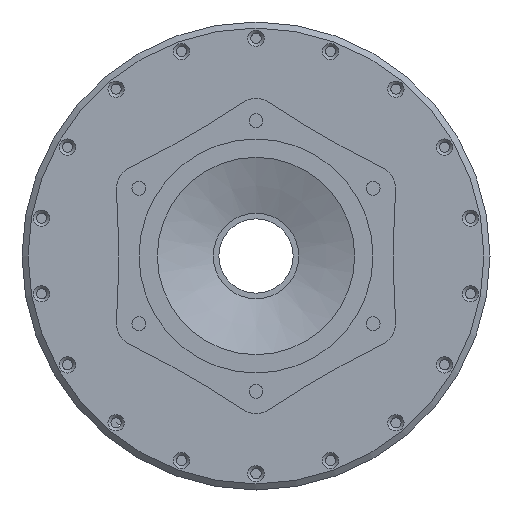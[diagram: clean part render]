
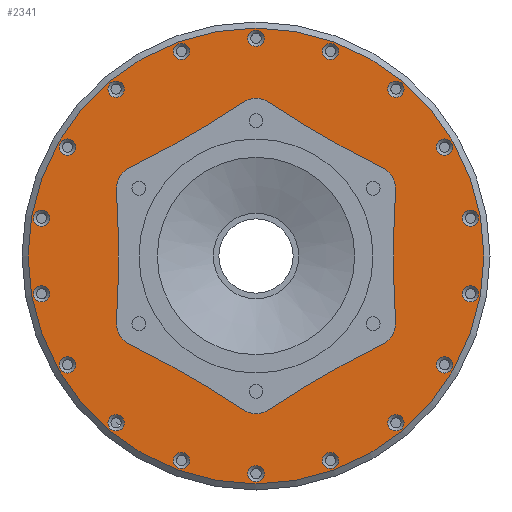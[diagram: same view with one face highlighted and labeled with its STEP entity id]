
A CAD part, left-side view. The second image highlights one B-rep face of the part: STEP entity #2341.
In plain terms, the highlighted planar face has unit normal (-1, 0, 0).
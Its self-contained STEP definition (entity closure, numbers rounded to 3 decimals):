
#35=FACE_BOUND('',#359,.T.);
#36=FACE_BOUND('',#360,.T.);
#37=FACE_BOUND('',#361,.T.);
#38=FACE_BOUND('',#362,.T.);
#39=FACE_BOUND('',#363,.T.);
#40=FACE_BOUND('',#364,.T.);
#41=FACE_BOUND('',#365,.T.);
#42=FACE_BOUND('',#366,.T.);
#43=FACE_BOUND('',#367,.T.);
#44=FACE_BOUND('',#368,.T.);
#45=FACE_BOUND('',#369,.T.);
#46=FACE_BOUND('',#370,.T.);
#47=FACE_BOUND('',#371,.T.);
#48=FACE_BOUND('',#372,.T.);
#49=FACE_BOUND('',#373,.T.);
#50=FACE_BOUND('',#374,.T.);
#51=FACE_BOUND('',#375,.T.);
#52=FACE_BOUND('',#376,.T.);
#53=FACE_BOUND('',#377,.T.);
#116=PLANE('',#2548);
#197=FACE_OUTER_BOUND('',#358,.T.);
#358=EDGE_LOOP('',(#1661,#1662));
#359=EDGE_LOOP('',(#1663));
#360=EDGE_LOOP('',(#1664));
#361=EDGE_LOOP('',(#1665));
#362=EDGE_LOOP('',(#1666));
#363=EDGE_LOOP('',(#1667));
#364=EDGE_LOOP('',(#1668));
#365=EDGE_LOOP('',(#1669));
#366=EDGE_LOOP('',(#1670));
#367=EDGE_LOOP('',(#1671));
#368=EDGE_LOOP('',(#1672,#1673));
#369=EDGE_LOOP('',(#1674));
#370=EDGE_LOOP('',(#1675));
#371=EDGE_LOOP('',(#1676));
#372=EDGE_LOOP('',(#1677));
#373=EDGE_LOOP('',(#1678));
#374=EDGE_LOOP('',(#1679));
#375=EDGE_LOOP('',(#1680));
#376=EDGE_LOOP('',(#1681));
#377=EDGE_LOOP('',(#1682));
#847=CIRCLE('',#2546,4.);
#849=CIRCLE('',#2549,112.);
#850=CIRCLE('',#2550,112.);
#851=CIRCLE('',#2551,4.);
#852=CIRCLE('',#2552,4.);
#853=CIRCLE('',#2553,4.);
#854=CIRCLE('',#2554,4.);
#855=CIRCLE('',#2555,4.);
#856=CIRCLE('',#2556,4.);
#857=CIRCLE('',#2557,4.);
#858=CIRCLE('',#2558,4.);
#859=CIRCLE('',#2559,4.);
#860=CIRCLE('',#2560,66.5);
#861=CIRCLE('',#2561,66.5);
#862=CIRCLE('',#2562,4.);
#863=CIRCLE('',#2563,4.);
#864=CIRCLE('',#2564,4.);
#865=CIRCLE('',#2565,4.);
#866=CIRCLE('',#2566,4.);
#867=CIRCLE('',#2567,4.);
#868=CIRCLE('',#2568,4.);
#869=CIRCLE('',#2569,4.);
#1068=VERTEX_POINT('',#3815);
#1070=VERTEX_POINT('',#3821);
#1071=VERTEX_POINT('',#3822);
#1072=VERTEX_POINT('',#3825);
#1073=VERTEX_POINT('',#3827);
#1074=VERTEX_POINT('',#3829);
#1075=VERTEX_POINT('',#3831);
#1076=VERTEX_POINT('',#3833);
#1077=VERTEX_POINT('',#3835);
#1078=VERTEX_POINT('',#3837);
#1079=VERTEX_POINT('',#3839);
#1080=VERTEX_POINT('',#3841);
#1081=VERTEX_POINT('',#3843);
#1082=VERTEX_POINT('',#3844);
#1083=VERTEX_POINT('',#3847);
#1084=VERTEX_POINT('',#3849);
#1085=VERTEX_POINT('',#3851);
#1086=VERTEX_POINT('',#3853);
#1087=VERTEX_POINT('',#3855);
#1088=VERTEX_POINT('',#3857);
#1089=VERTEX_POINT('',#3859);
#1090=VERTEX_POINT('',#3861);
#1304=EDGE_CURVE('',#1068,#1068,#847,.T.);
#1307=EDGE_CURVE('',#1070,#1071,#849,.T.);
#1308=EDGE_CURVE('',#1071,#1070,#850,.T.);
#1309=EDGE_CURVE('',#1072,#1072,#851,.T.);
#1310=EDGE_CURVE('',#1073,#1073,#852,.T.);
#1311=EDGE_CURVE('',#1074,#1074,#853,.T.);
#1312=EDGE_CURVE('',#1075,#1075,#854,.T.);
#1313=EDGE_CURVE('',#1076,#1076,#855,.T.);
#1314=EDGE_CURVE('',#1077,#1077,#856,.T.);
#1315=EDGE_CURVE('',#1078,#1078,#857,.T.);
#1316=EDGE_CURVE('',#1079,#1079,#858,.T.);
#1317=EDGE_CURVE('',#1080,#1080,#859,.T.);
#1318=EDGE_CURVE('',#1081,#1082,#860,.T.);
#1319=EDGE_CURVE('',#1082,#1081,#861,.T.);
#1320=EDGE_CURVE('',#1083,#1083,#862,.T.);
#1321=EDGE_CURVE('',#1084,#1084,#863,.T.);
#1322=EDGE_CURVE('',#1085,#1085,#864,.T.);
#1323=EDGE_CURVE('',#1086,#1086,#865,.T.);
#1324=EDGE_CURVE('',#1087,#1087,#866,.T.);
#1325=EDGE_CURVE('',#1088,#1088,#867,.T.);
#1326=EDGE_CURVE('',#1089,#1089,#868,.T.);
#1327=EDGE_CURVE('',#1090,#1090,#869,.T.);
#1661=ORIENTED_EDGE('',*,*,#1307,.T.);
#1662=ORIENTED_EDGE('',*,*,#1308,.T.);
#1663=ORIENTED_EDGE('',*,*,#1309,.F.);
#1664=ORIENTED_EDGE('',*,*,#1310,.F.);
#1665=ORIENTED_EDGE('',*,*,#1311,.F.);
#1666=ORIENTED_EDGE('',*,*,#1312,.F.);
#1667=ORIENTED_EDGE('',*,*,#1313,.F.);
#1668=ORIENTED_EDGE('',*,*,#1314,.F.);
#1669=ORIENTED_EDGE('',*,*,#1315,.F.);
#1670=ORIENTED_EDGE('',*,*,#1316,.F.);
#1671=ORIENTED_EDGE('',*,*,#1317,.F.);
#1672=ORIENTED_EDGE('',*,*,#1318,.F.);
#1673=ORIENTED_EDGE('',*,*,#1319,.F.);
#1674=ORIENTED_EDGE('',*,*,#1320,.F.);
#1675=ORIENTED_EDGE('',*,*,#1321,.F.);
#1676=ORIENTED_EDGE('',*,*,#1322,.F.);
#1677=ORIENTED_EDGE('',*,*,#1323,.F.);
#1678=ORIENTED_EDGE('',*,*,#1324,.F.);
#1679=ORIENTED_EDGE('',*,*,#1325,.F.);
#1680=ORIENTED_EDGE('',*,*,#1326,.F.);
#1681=ORIENTED_EDGE('',*,*,#1327,.F.);
#1682=ORIENTED_EDGE('',*,*,#1304,.F.);
#2341=ADVANCED_FACE('',(#197,#35,#36,#37,#38,#39,#40,#41,#42,#43,#44,#45,
#46,#47,#48,#49,#50,#51,#52,#53),#116,.T.);
#2546=AXIS2_PLACEMENT_3D('',#3816,#2990,#2991);
#2548=AXIS2_PLACEMENT_3D('',#3820,#2995,#2996);
#2549=AXIS2_PLACEMENT_3D('',#3823,#2997,#2998);
#2550=AXIS2_PLACEMENT_3D('',#3824,#2999,#3000);
#2551=AXIS2_PLACEMENT_3D('',#3826,#3001,#3002);
#2552=AXIS2_PLACEMENT_3D('',#3828,#3003,#3004);
#2553=AXIS2_PLACEMENT_3D('',#3830,#3005,#3006);
#2554=AXIS2_PLACEMENT_3D('',#3832,#3007,#3008);
#2555=AXIS2_PLACEMENT_3D('',#3834,#3009,#3010);
#2556=AXIS2_PLACEMENT_3D('',#3836,#3011,#3012);
#2557=AXIS2_PLACEMENT_3D('',#3838,#3013,#3014);
#2558=AXIS2_PLACEMENT_3D('',#3840,#3015,#3016);
#2559=AXIS2_PLACEMENT_3D('',#3842,#3017,#3018);
#2560=AXIS2_PLACEMENT_3D('',#3845,#3019,#3020);
#2561=AXIS2_PLACEMENT_3D('',#3846,#3021,#3022);
#2562=AXIS2_PLACEMENT_3D('',#3848,#3023,#3024);
#2563=AXIS2_PLACEMENT_3D('',#3850,#3025,#3026);
#2564=AXIS2_PLACEMENT_3D('',#3852,#3027,#3028);
#2565=AXIS2_PLACEMENT_3D('',#3854,#3029,#3030);
#2566=AXIS2_PLACEMENT_3D('',#3856,#3031,#3032);
#2567=AXIS2_PLACEMENT_3D('',#3858,#3033,#3034);
#2568=AXIS2_PLACEMENT_3D('',#3860,#3035,#3036);
#2569=AXIS2_PLACEMENT_3D('',#3862,#3037,#3038);
#2990=DIRECTION('center_axis',(-1.,0.,0.));
#2991=DIRECTION('ref_axis',(0.,-1.,0.));
#2995=DIRECTION('center_axis',(-1.,0.,0.));
#2996=DIRECTION('ref_axis',(0.,0.,1.));
#2997=DIRECTION('center_axis',(-1.,0.,0.));
#2998=DIRECTION('ref_axis',(0.,0.,1.));
#2999=DIRECTION('center_axis',(-1.,0.,0.));
#3000=DIRECTION('ref_axis',(0.,0.,1.));
#3001=DIRECTION('center_axis',(-1.,0.,0.));
#3002=DIRECTION('ref_axis',(0.,-1.,0.));
#3003=DIRECTION('center_axis',(-1.,0.,0.));
#3004=DIRECTION('ref_axis',(0.,-1.,0.));
#3005=DIRECTION('center_axis',(-1.,0.,0.));
#3006=DIRECTION('ref_axis',(0.,-1.,0.));
#3007=DIRECTION('center_axis',(-1.,0.,0.));
#3008=DIRECTION('ref_axis',(0.,-1.,0.));
#3009=DIRECTION('center_axis',(-1.,0.,0.));
#3010=DIRECTION('ref_axis',(0.,-1.,0.));
#3011=DIRECTION('center_axis',(-1.,0.,0.));
#3012=DIRECTION('ref_axis',(0.,-1.,0.));
#3013=DIRECTION('center_axis',(-1.,0.,0.));
#3014=DIRECTION('ref_axis',(0.,-1.,0.));
#3015=DIRECTION('center_axis',(-1.,0.,0.));
#3016=DIRECTION('ref_axis',(0.,-1.,0.));
#3017=DIRECTION('center_axis',(-1.,0.,0.));
#3018=DIRECTION('ref_axis',(0.,-1.,0.));
#3019=DIRECTION('center_axis',(-1.,0.,0.));
#3020=DIRECTION('ref_axis',(0.,0.,1.));
#3021=DIRECTION('center_axis',(-1.,0.,0.));
#3022=DIRECTION('ref_axis',(0.,0.,1.));
#3023=DIRECTION('center_axis',(-1.,0.,0.));
#3024=DIRECTION('ref_axis',(0.,-1.,0.));
#3025=DIRECTION('center_axis',(-1.,0.,0.));
#3026=DIRECTION('ref_axis',(0.,-1.,0.));
#3027=DIRECTION('center_axis',(-1.,0.,0.));
#3028=DIRECTION('ref_axis',(0.,-1.,0.));
#3029=DIRECTION('center_axis',(-1.,0.,0.));
#3030=DIRECTION('ref_axis',(0.,-1.,0.));
#3031=DIRECTION('center_axis',(-1.,0.,0.));
#3032=DIRECTION('ref_axis',(0.,-1.,0.));
#3033=DIRECTION('center_axis',(-1.,0.,0.));
#3034=DIRECTION('ref_axis',(0.,-1.,0.));
#3035=DIRECTION('center_axis',(-1.,0.,0.));
#3036=DIRECTION('ref_axis',(0.,-1.,0.));
#3037=DIRECTION('center_axis',(-1.,0.,0.));
#3038=DIRECTION('ref_axis',(0.,-1.,0.));
#3815=CARTESIAN_POINT('',(-68.9,72.778,81.967));
#3816=CARTESIAN_POINT('Origin',(-68.9,68.778,81.967));
#3820=CARTESIAN_POINT('Origin',(-68.9,0.,66.5));
#3821=CARTESIAN_POINT('',(-68.9,0.,112.));
#3822=CARTESIAN_POINT('',(-68.9,0.,-112.));
#3823=CARTESIAN_POINT('Origin',(-68.9,0.,0.));
#3824=CARTESIAN_POINT('Origin',(-68.9,0.,0.));
#3825=CARTESIAN_POINT('',(-68.9,40.596,100.547));
#3826=CARTESIAN_POINT('Origin',(-68.9,36.596,100.547));
#3827=CARTESIAN_POINT('',(-68.9,109.374,18.58));
#3828=CARTESIAN_POINT('Origin',(-68.9,105.374,18.58));
#3829=CARTESIAN_POINT('',(-68.9,96.665,-53.5));
#3830=CARTESIAN_POINT('Origin',(-68.9,92.665,-53.5));
#3831=CARTESIAN_POINT('',(-68.9,40.596,-100.547));
#3832=CARTESIAN_POINT('Origin',(-68.9,36.596,-100.547));
#3833=CARTESIAN_POINT('',(-68.9,-32.596,-100.547));
#3834=CARTESIAN_POINT('Origin',(-68.9,-36.596,-100.547));
#3835=CARTESIAN_POINT('',(-68.9,-88.665,-53.5));
#3836=CARTESIAN_POINT('Origin',(-68.9,-92.665,-53.5));
#3837=CARTESIAN_POINT('',(-68.9,-101.374,18.58));
#3838=CARTESIAN_POINT('Origin',(-68.9,-105.374,18.58));
#3839=CARTESIAN_POINT('',(-68.9,4.,107.));
#3840=CARTESIAN_POINT('Origin',(-68.9,0.,
107.));
#3841=CARTESIAN_POINT('',(-68.9,-32.596,100.547));
#3842=CARTESIAN_POINT('Origin',(-68.9,-36.596,100.547));
#3843=CARTESIAN_POINT('',(-68.9,0.,66.5));
#3844=CARTESIAN_POINT('',(-68.9,0.,-66.5));
#3845=CARTESIAN_POINT('Origin',(-68.9,0.,0.));
#3846=CARTESIAN_POINT('Origin',(-68.9,0.,0.));
#3847=CARTESIAN_POINT('',(-68.9,-64.778,81.967));
#3848=CARTESIAN_POINT('Origin',(-68.9,-68.778,81.967));
#3849=CARTESIAN_POINT('',(-68.9,-88.665,53.5));
#3850=CARTESIAN_POINT('Origin',(-68.9,-92.665,53.5));
#3851=CARTESIAN_POINT('',(-68.9,-101.374,-18.58));
#3852=CARTESIAN_POINT('Origin',(-68.9,-105.374,-18.58));
#3853=CARTESIAN_POINT('',(-68.9,-64.778,-81.967));
#3854=CARTESIAN_POINT('Origin',(-68.9,-68.778,-81.967));
#3855=CARTESIAN_POINT('',(-68.9,4.,-107.));
#3856=CARTESIAN_POINT('Origin',(-68.9,0.,-107.));
#3857=CARTESIAN_POINT('',(-68.9,72.778,-81.967));
#3858=CARTESIAN_POINT('Origin',(-68.9,68.778,-81.967));
#3859=CARTESIAN_POINT('',(-68.9,109.374,-18.58));
#3860=CARTESIAN_POINT('Origin',(-68.9,105.374,-18.58));
#3861=CARTESIAN_POINT('',(-68.9,96.665,53.5));
#3862=CARTESIAN_POINT('Origin',(-68.9,92.665,53.5));
